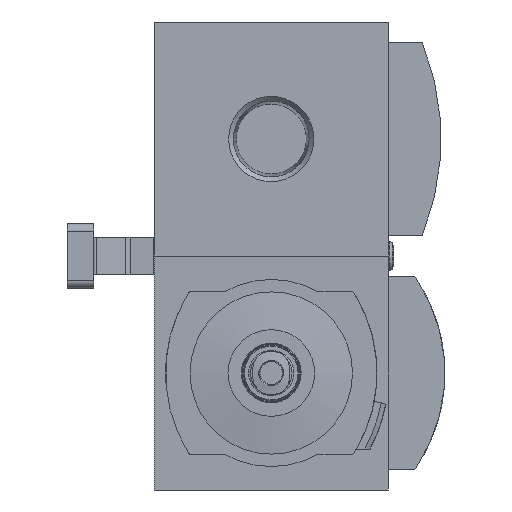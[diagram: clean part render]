
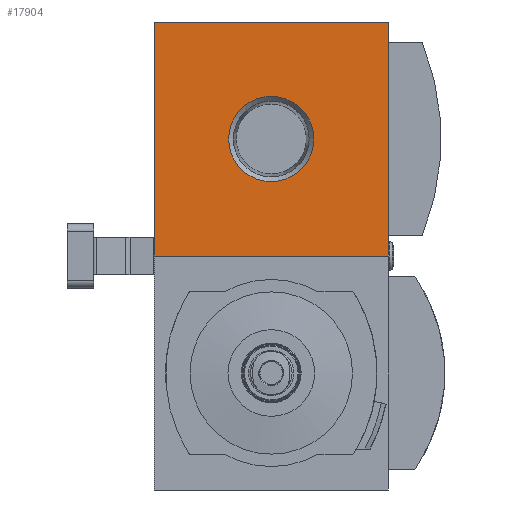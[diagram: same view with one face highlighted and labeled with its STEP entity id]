
A CAD part, front view. The second image highlights one B-rep face of the part: STEP entity #17904.
In plain terms, the highlighted planar face has unit normal (0, -1, 0).
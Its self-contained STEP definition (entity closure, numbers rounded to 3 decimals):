
#233=PLANE('',#18765);
#937=LINE('',#24550,#2338);
#945=LINE('',#24565,#2346);
#961=LINE('',#24595,#2362);
#1001=LINE('',#24686,#2402);
#2338=VECTOR('',#20346,1000.);
#2346=VECTOR('',#20356,1000.);
#2362=VECTOR('',#20374,1000.);
#2402=VECTOR('',#20452,1000.);
#3543=CIRCLE('',#18766,11.288);
#4530=ORIENTED_EDGE('',*,*,#8256,.F.);
#4531=ORIENTED_EDGE('',*,*,#8172,.F.);
#4532=ORIENTED_EDGE('',*,*,#8164,.F.);
#4533=ORIENTED_EDGE('',*,*,#8188,.F.);
#4534=ORIENTED_EDGE('',*,*,#8237,.F.);
#8164=EDGE_CURVE('',#10053,#10054,#937,.T.);
#8172=EDGE_CURVE('',#10054,#10060,#945,.T.);
#8188=EDGE_CURVE('',#10072,#10053,#961,.T.);
#8237=EDGE_CURVE('',#10060,#10072,#1001,.T.);
#8256=EDGE_CURVE('',#10114,#10114,#3543,.T.);
#10053=VERTEX_POINT('',#24549);
#10054=VERTEX_POINT('',#24551);
#10060=VERTEX_POINT('',#24566);
#10072=VERTEX_POINT('',#24594);
#10114=VERTEX_POINT('',#24725);
#11289=EDGE_LOOP('',(#4530));
#11290=EDGE_LOOP('',(#4531,#4532,#4533,#4534));
#12181=FACE_BOUND('',#11289,.T.);
#12182=FACE_BOUND('',#11290,.T.);
#17904=ADVANCED_FACE('',(#12181,#12182),#233,.F.);
#18765=AXIS2_PLACEMENT_3D('',#24723,#20494,#20495);
#18766=AXIS2_PLACEMENT_3D('',#24724,#20496,#20497);
#20346=DIRECTION('',(-1.,0.,0.));
#20356=DIRECTION('',(0.,0.,1.));
#20374=DIRECTION('',(0.,0.,-1.));
#20452=DIRECTION('',(1.,0.,0.));
#20494=DIRECTION('',(0.,1.,0.));
#20495=DIRECTION('',(0.,0.,1.));
#20496=DIRECTION('',(0.,-1.,0.));
#20497=DIRECTION('',(0.,0.,-1.));
#24549=CARTESIAN_POINT('',(31.,-45.,-31.));
#24550=CARTESIAN_POINT('',(31.,-45.,-31.));
#24551=CARTESIAN_POINT('',(-31.,-45.,-31.));
#24565=CARTESIAN_POINT('',(-31.,-45.,-31.));
#24566=CARTESIAN_POINT('',(-31.,-45.,31.));
#24594=CARTESIAN_POINT('',(31.,-45.,31.));
#24595=CARTESIAN_POINT('',(31.,-45.,31.));
#24686=CARTESIAN_POINT('',(-31.,-45.,31.));
#24723=CARTESIAN_POINT('',(0.,-45.,0.));
#24724=CARTESIAN_POINT('',(0.,-45.,0.));
#24725=CARTESIAN_POINT('',(0.,-45.,-11.288));
